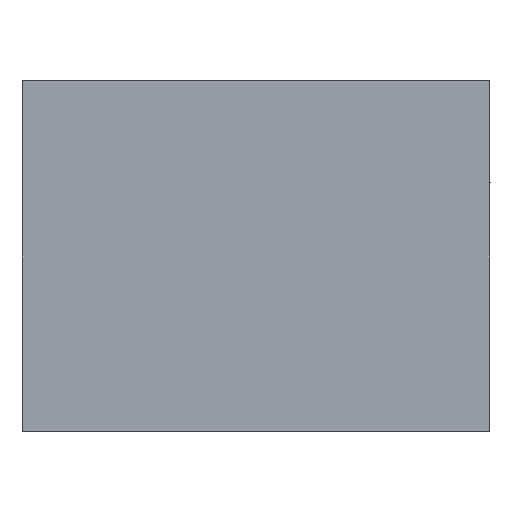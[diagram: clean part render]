
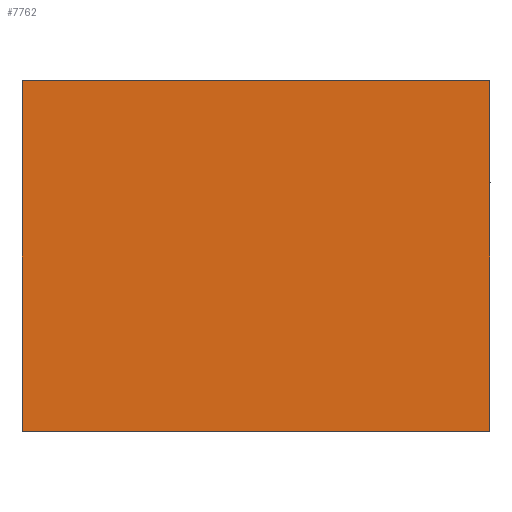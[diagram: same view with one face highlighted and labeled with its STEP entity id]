
A CAD part, front view. The second image highlights one B-rep face of the part: STEP entity #7762.
In plain terms, the highlighted planar face has unit normal (0, -1, 0).
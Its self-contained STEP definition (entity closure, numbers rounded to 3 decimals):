
#396=ORIENTED_EDGE('',*,*,#2572,.T.);
#397=ORIENTED_EDGE('',*,*,#2610,.T.);
#398=ORIENTED_EDGE('',*,*,#2615,.T.);
#399=ORIENTED_EDGE('',*,*,#2647,.T.);
#2572=EDGE_CURVE('',#3736,#3737,#4512,.T.);
#2610=EDGE_CURVE('',#3737,#3773,#4550,.T.);
#2615=EDGE_CURVE('',#3773,#3778,#4555,.T.);
#2647=EDGE_CURVE('',#3778,#3736,#4587,.T.);
#3736=VERTEX_POINT('',#12506);
#3737=VERTEX_POINT('',#12507);
#3773=VERTEX_POINT('',#12581);
#3778=VERTEX_POINT('',#12593);
#4512=LINE('',#12505,#5536);
#4550=LINE('',#12582,#5574);
#4555=LINE('',#12592,#5579);
#4587=LINE('',#12656,#5611);
#5536=VECTOR('',#10355,1000.);
#5574=VECTOR('',#10395,1000.);
#5579=VECTOR('',#10402,1000.);
#5611=VECTOR('',#10436,1000.);
#6566=EDGE_LOOP('',(#396,#397,#398,#399));
#6992=FACE_BOUND('',#6566,.T.);
#7413=PLANE('',#9794);
#7762=ADVANCED_FACE('',(#6992),#7413,.T.);
#9794=AXIS2_PLACEMENT_3D('',#12751,#10496,#10497);
#10355=DIRECTION('',(0.,0.,1.));
#10395=DIRECTION('',(-1.,0.,0.));
#10402=DIRECTION('',(0.,0.,-1.));
#10436=DIRECTION('',(1.,0.,0.));
#10496=DIRECTION('',(0.,-1.,0.));
#10497=DIRECTION('',(0.,0.,-1.));
#12505=CARTESIAN_POINT('',(-72.957,0.,57.57));
#12506=CARTESIAN_POINT('',(-72.957,0.,57.57));
#12507=CARTESIAN_POINT('',(-72.957,0.,60.57));
#12581=CARTESIAN_POINT('',(-76.957,0.,60.57));
#12582=CARTESIAN_POINT('',(-72.957,0.,60.57));
#12592=CARTESIAN_POINT('',(-76.957,0.,60.57));
#12593=CARTESIAN_POINT('',(-76.957,0.,57.57));
#12656=CARTESIAN_POINT('',(-76.957,0.,57.57));
#12751=CARTESIAN_POINT('',(-72.957,0.,60.57));
